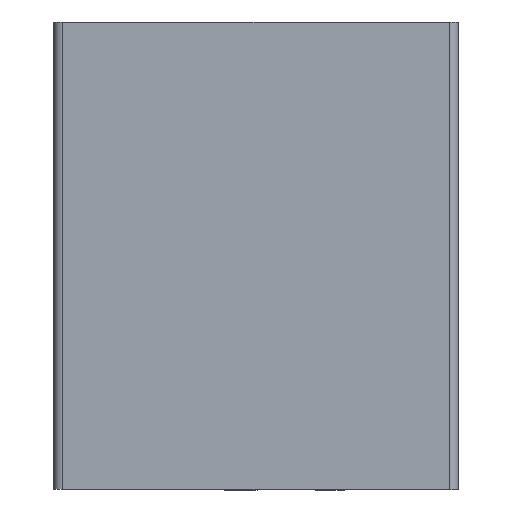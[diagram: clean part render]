
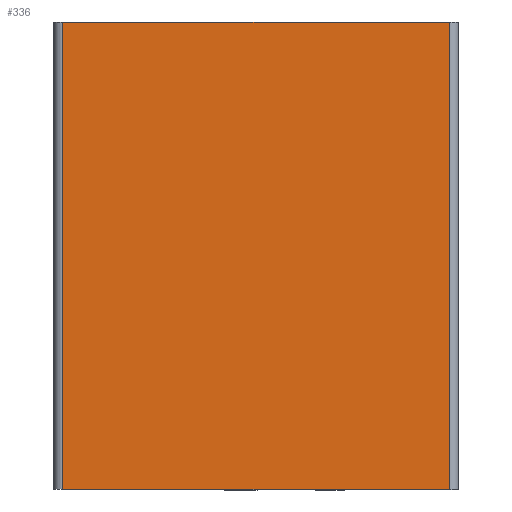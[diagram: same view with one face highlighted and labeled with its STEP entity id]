
A CAD part, top view. The second image highlights one B-rep face of the part: STEP entity #336.
In plain terms, the highlighted planar face has unit normal (0, 0, 1).
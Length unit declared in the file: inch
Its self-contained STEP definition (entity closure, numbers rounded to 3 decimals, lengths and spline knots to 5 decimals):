
#55 = LINE ( 'NONE', #1201, #3536 ) ;
#263 = FACE_OUTER_BOUND ( 'NONE', #1732, .T. ) ;
#316 = EDGE_CURVE ( 'NONE', #3356, #1565, #3391, .T. ) ;
#328 = VERTEX_POINT ( 'NONE', #2838 ) ;
#336 = ADVANCED_FACE ( 'NONE', ( #263 ), #1682, .T. ) ;
#360 = VECTOR ( 'NONE', #3712, 39.37008 ) ;
#550 = CARTESIAN_POINT ( 'NONE',  ( -0.47237, 1., 1.12205 ) ) ;
#851 = AXIS2_PLACEMENT_3D ( 'NONE', #3679, #1137, #1103 ) ;
#965 = DIRECTION ( 'NONE',  ( 0., -1., 0. ) ) ;
#985 = CARTESIAN_POINT ( 'NONE',  ( 0.3544, 1., 1.12205 ) ) ;
#1094 = ORIENTED_EDGE ( 'NONE', *, *, #2830, .F. ) ;
#1103 = DIRECTION ( 'NONE',  ( 1., 0., 0. ) ) ;
#1137 = DIRECTION ( 'NONE',  ( 0., 0., 1. ) ) ;
#1189 = VECTOR ( 'NONE', #2284, 39.37008 ) ;
#1201 = CARTESIAN_POINT ( 'NONE',  ( 0.3544, 1., 1.12205 ) ) ;
#1481 = DIRECTION ( 'NONE',  ( -1., 0., 0. ) ) ;
#1516 = CARTESIAN_POINT ( 'NONE',  ( -0.47237, 0., 1.12205 ) ) ;
#1565 = VERTEX_POINT ( 'NONE', #1516 ) ;
#1682 = PLANE ( 'NONE',  #851 ) ;
#1732 = EDGE_LOOP ( 'NONE', ( #3678, #2078, #1094, #2935 ) ) ;
#1966 = CARTESIAN_POINT ( 'NONE',  ( 0.3544, 0., 1.12205 ) ) ;
#2052 = EDGE_CURVE ( 'NONE', #3425, #328, #55, .T. ) ;
#2078 = ORIENTED_EDGE ( 'NONE', *, *, #316, .F. ) ;
#2259 = CARTESIAN_POINT ( 'NONE',  ( 0.3544, 1., 1.12205 ) ) ;
#2284 = DIRECTION ( 'NONE',  ( 0., -1., 0. ) ) ;
#2533 = CARTESIAN_POINT ( 'NONE',  ( 0.3544, 0., 1.12205 ) ) ;
#2773 = EDGE_CURVE ( 'NONE', #328, #1565, #3730, .T. ) ;
#2830 = EDGE_CURVE ( 'NONE', #3425, #3356, #3003, .T. ) ;
#2838 = CARTESIAN_POINT ( 'NONE',  ( -0.47237, 1., 1.12205 ) ) ;
#2935 = ORIENTED_EDGE ( 'NONE', *, *, #2052, .T. ) ;
#3003 = LINE ( 'NONE', #985, #3745 ) ;
#3356 = VERTEX_POINT ( 'NONE', #1966 ) ;
#3391 = LINE ( 'NONE', #2533, #360 ) ;
#3425 = VERTEX_POINT ( 'NONE', #2259 ) ;
#3536 = VECTOR ( 'NONE', #1481, 39.37008 ) ;
#3678 = ORIENTED_EDGE ( 'NONE', *, *, #2773, .T. ) ;
#3679 = CARTESIAN_POINT ( 'NONE',  ( 0.3544, 1., 1.12205 ) ) ;
#3712 = DIRECTION ( 'NONE',  ( -1., 0., 0. ) ) ;
#3730 = LINE ( 'NONE', #550, #1189 ) ;
#3745 = VECTOR ( 'NONE', #965, 39.37008 ) ;
